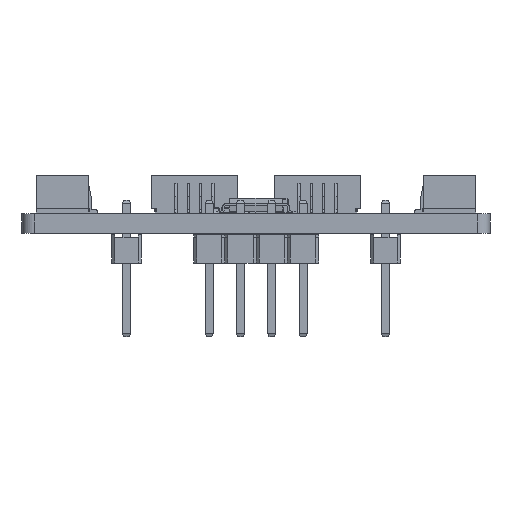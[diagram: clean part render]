
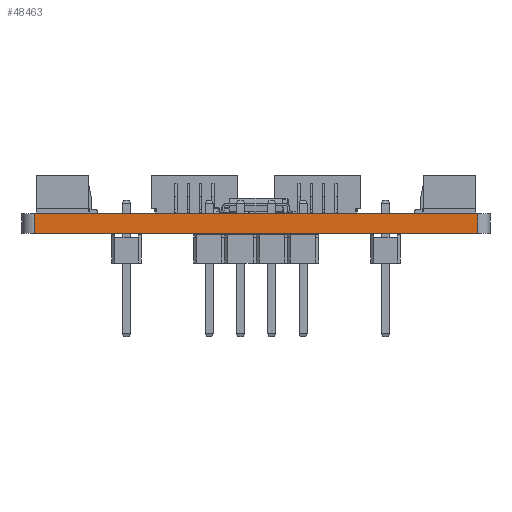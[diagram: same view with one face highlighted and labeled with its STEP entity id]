
A CAD part, front view. The second image highlights one B-rep face of the part: STEP entity #48463.
In plain terms, the highlighted planar face has unit normal (0, -1, 0).
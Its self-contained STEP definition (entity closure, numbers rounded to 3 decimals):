
#45245 = PLANE('',#45246);
#45246 = AXIS2_PLACEMENT_3D('',#45247,#45248,#45249);
#45247 = CARTESIAN_POINT('',(19.,27.,1.6));
#45248 = DIRECTION('',(-0.,-0.,-1.));
#45249 = DIRECTION('',(-1.,0.,0.));
#45299 = PLANE('',#45300);
#45300 = AXIS2_PLACEMENT_3D('',#45301,#45302,#45303);
#45301 = CARTESIAN_POINT('',(19.,27.,0.));
#45302 = DIRECTION('',(-0.,-0.,-1.));
#45303 = DIRECTION('',(-1.,0.,0.));
#45512 = VERTEX_POINT('',#45513);
#45513 = CARTESIAN_POINT('',(37.,-0.,0.));
#45532 = CYLINDRICAL_SURFACE('',#45533,1.);
#45533 = AXIS2_PLACEMENT_3D('',#45534,#45535,#45536);
#45534 = CARTESIAN_POINT('',(37.,1.,0.));
#45535 = DIRECTION('',(-0.,-0.,-1.));
#45536 = DIRECTION('',(1.,0.,-0.));
#45544 = EDGE_CURVE('',#45512,#45545,#45547,.T.);
#45545 = VERTEX_POINT('',#45546);
#45546 = CARTESIAN_POINT('',(1.,-0.,0.));
#45547 = SURFACE_CURVE('',#45548,(#45552,#45559),.PCURVE_S1.);
#45548 = LINE('',#45549,#45550);
#45549 = CARTESIAN_POINT('',(37.,-0.,0.));
#45550 = VECTOR('',#45551,1.);
#45551 = DIRECTION('',(-1.,0.,0.));
#45552 = PCURVE('',#45299,#45553);
#45553 = DEFINITIONAL_REPRESENTATION('',(#45554),#45558);
#45554 = LINE('',#45555,#45556);
#45555 = CARTESIAN_POINT('',(-18.,-27.));
#45556 = VECTOR('',#45557,1.);
#45557 = DIRECTION('',(1.,0.));
#45558 = ( GEOMETRIC_REPRESENTATION_CONTEXT(2) 
PARAMETRIC_REPRESENTATION_CONTEXT() REPRESENTATION_CONTEXT('2D SPACE',''
  ) );
#45559 = PCURVE('',#45560,#45565);
#45560 = PLANE('',#45561);
#45561 = AXIS2_PLACEMENT_3D('',#45562,#45563,#45564);
#45562 = CARTESIAN_POINT('',(37.,0.,0.));
#45563 = DIRECTION('',(0.,-1.,0.));
#45564 = DIRECTION('',(-1.,0.,0.));
#45565 = DEFINITIONAL_REPRESENTATION('',(#45566),#45570);
#45566 = LINE('',#45567,#45568);
#45567 = CARTESIAN_POINT('',(0.,0.));
#45568 = VECTOR('',#45569,1.);
#45569 = DIRECTION('',(1.,0.));
#45570 = ( GEOMETRIC_REPRESENTATION_CONTEXT(2) 
PARAMETRIC_REPRESENTATION_CONTEXT() REPRESENTATION_CONTEXT('2D SPACE',''
  ) );
#45593 = CYLINDRICAL_SURFACE('',#45594,1.);
#45594 = AXIS2_PLACEMENT_3D('',#45595,#45596,#45597);
#45595 = CARTESIAN_POINT('',(1.,1.,0.));
#45596 = DIRECTION('',(-0.,-0.,-1.));
#45597 = DIRECTION('',(1.,0.,-0.));
#47056 = VERTEX_POINT('',#47057);
#47057 = CARTESIAN_POINT('',(37.,0.,1.6));
#47083 = EDGE_CURVE('',#47056,#47084,#47086,.T.);
#47084 = VERTEX_POINT('',#47085);
#47085 = CARTESIAN_POINT('',(1.,0.,1.6));
#47086 = SURFACE_CURVE('',#47087,(#47091,#47098),.PCURVE_S1.);
#47087 = LINE('',#47088,#47089);
#47088 = CARTESIAN_POINT('',(37.,0.,1.6));
#47089 = VECTOR('',#47090,1.);
#47090 = DIRECTION('',(-1.,0.,0.));
#47091 = PCURVE('',#45245,#47092);
#47092 = DEFINITIONAL_REPRESENTATION('',(#47093),#47097);
#47093 = LINE('',#47094,#47095);
#47094 = CARTESIAN_POINT('',(-18.,-27.));
#47095 = VECTOR('',#47096,1.);
#47096 = DIRECTION('',(1.,0.));
#47097 = ( GEOMETRIC_REPRESENTATION_CONTEXT(2) 
PARAMETRIC_REPRESENTATION_CONTEXT() REPRESENTATION_CONTEXT('2D SPACE',''
  ) );
#47098 = PCURVE('',#45560,#47099);
#47099 = DEFINITIONAL_REPRESENTATION('',(#47100),#47104);
#47100 = LINE('',#47101,#47102);
#47101 = CARTESIAN_POINT('',(0.,-1.6));
#47102 = VECTOR('',#47103,1.);
#47103 = DIRECTION('',(1.,0.));
#47104 = ( GEOMETRIC_REPRESENTATION_CONTEXT(2) 
PARAMETRIC_REPRESENTATION_CONTEXT() REPRESENTATION_CONTEXT('2D SPACE',''
  ) );
#48415 = EDGE_CURVE('',#45545,#47084,#48416,.T.);
#48416 = SURFACE_CURVE('',#48417,(#48421,#48428),.PCURVE_S1.);
#48417 = LINE('',#48418,#48419);
#48418 = CARTESIAN_POINT('',(1.,-0.,0.));
#48419 = VECTOR('',#48420,1.);
#48420 = DIRECTION('',(0.,0.,1.));
#48421 = PCURVE('',#45593,#48422);
#48422 = DEFINITIONAL_REPRESENTATION('',(#48423),#48427);
#48423 = LINE('',#48424,#48425);
#48424 = CARTESIAN_POINT('',(-4.712,0.));
#48425 = VECTOR('',#48426,1.);
#48426 = DIRECTION('',(-0.,-1.));
#48427 = ( GEOMETRIC_REPRESENTATION_CONTEXT(2) 
PARAMETRIC_REPRESENTATION_CONTEXT() REPRESENTATION_CONTEXT('2D SPACE',''
  ) );
#48428 = PCURVE('',#45560,#48429);
#48429 = DEFINITIONAL_REPRESENTATION('',(#48430),#48434);
#48430 = LINE('',#48431,#48432);
#48431 = CARTESIAN_POINT('',(36.,0.));
#48432 = VECTOR('',#48433,1.);
#48433 = DIRECTION('',(0.,-1.));
#48434 = ( GEOMETRIC_REPRESENTATION_CONTEXT(2) 
PARAMETRIC_REPRESENTATION_CONTEXT() REPRESENTATION_CONTEXT('2D SPACE',''
  ) );
#48440 = EDGE_CURVE('',#45512,#47056,#48441,.T.);
#48441 = SURFACE_CURVE('',#48442,(#48446,#48453),.PCURVE_S1.);
#48442 = LINE('',#48443,#48444);
#48443 = CARTESIAN_POINT('',(37.,-0.,0.));
#48444 = VECTOR('',#48445,1.);
#48445 = DIRECTION('',(0.,0.,1.));
#48446 = PCURVE('',#45532,#48447);
#48447 = DEFINITIONAL_REPRESENTATION('',(#48448),#48452);
#48448 = LINE('',#48449,#48450);
#48449 = CARTESIAN_POINT('',(-4.712,0.));
#48450 = VECTOR('',#48451,1.);
#48451 = DIRECTION('',(-0.,-1.));
#48452 = ( GEOMETRIC_REPRESENTATION_CONTEXT(2) 
PARAMETRIC_REPRESENTATION_CONTEXT() REPRESENTATION_CONTEXT('2D SPACE',''
  ) );
#48453 = PCURVE('',#45560,#48454);
#48454 = DEFINITIONAL_REPRESENTATION('',(#48455),#48459);
#48455 = LINE('',#48456,#48457);
#48456 = CARTESIAN_POINT('',(0.,0.));
#48457 = VECTOR('',#48458,1.);
#48458 = DIRECTION('',(0.,-1.));
#48459 = ( GEOMETRIC_REPRESENTATION_CONTEXT(2) 
PARAMETRIC_REPRESENTATION_CONTEXT() REPRESENTATION_CONTEXT('2D SPACE',''
  ) );
#48463 = ADVANCED_FACE('',(#48464),#45560,.T.);
#48464 = FACE_BOUND('',#48465,.T.);
#48465 = EDGE_LOOP('',(#48466,#48467,#48468,#48469));
#48466 = ORIENTED_EDGE('',*,*,#48440,.T.);
#48467 = ORIENTED_EDGE('',*,*,#47083,.T.);
#48468 = ORIENTED_EDGE('',*,*,#48415,.F.);
#48469 = ORIENTED_EDGE('',*,*,#45544,.F.);
